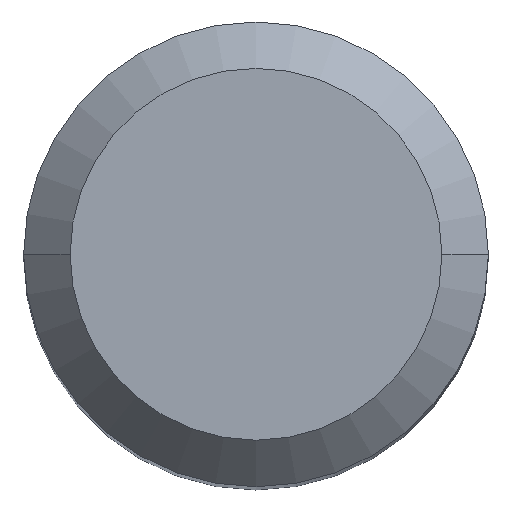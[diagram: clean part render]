
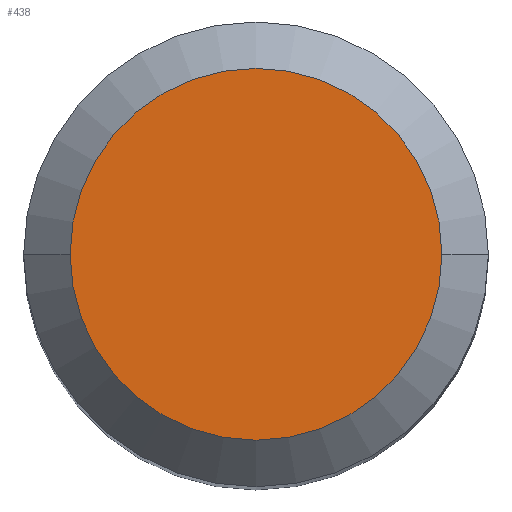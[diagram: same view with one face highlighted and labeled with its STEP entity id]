
A CAD part, top view. The second image highlights one B-rep face of the part: STEP entity #438.
In plain terms, the highlighted planar face has unit normal (0, 0, 1).
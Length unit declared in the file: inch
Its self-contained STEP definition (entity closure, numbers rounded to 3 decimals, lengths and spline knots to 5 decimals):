
#15 = EDGE_CURVE ( 'NONE', #75, #204, #391, .T. ) ;
#33 = DIRECTION ( 'NONE',  ( 0., 0., -1. ) ) ;
#34 = DIRECTION ( 'NONE',  ( 1., 0., 0. ) ) ;
#38 = ORIENTED_EDGE ( 'NONE', *, *, #322, .T. ) ;
#74 = DIRECTION ( 'NONE',  ( 1., 0., 0. ) ) ;
#75 = VERTEX_POINT ( 'NONE', #364 ) ;
#101 = AXIS2_PLACEMENT_3D ( 'NONE', #166, #33, #132 ) ;
#124 = CARTESIAN_POINT ( 'NONE',  ( 0., 0., 0. ) ) ;
#132 = DIRECTION ( 'NONE',  ( -1., 0., 0. ) ) ;
#134 = PLANE ( 'NONE',  #101 ) ;
#145 = AXIS2_PLACEMENT_3D ( 'NONE', #124, #398, #34 ) ;
#166 = CARTESIAN_POINT ( 'NONE',  ( 0., 0., 0. ) ) ;
#169 = FACE_OUTER_BOUND ( 'NONE', #394, .T. ) ;
#204 = VERTEX_POINT ( 'NONE', #260 ) ;
#260 = CARTESIAN_POINT ( 'NONE',  ( -0.22048, 0., 0. ) ) ;
#314 = ORIENTED_EDGE ( 'NONE', *, *, #15, .T. ) ;
#322 = EDGE_CURVE ( 'NONE', #204, #75, #392, .T. ) ;
#364 = CARTESIAN_POINT ( 'NONE',  ( 0.22048, 0., 0. ) ) ;
#391 = CIRCLE ( 'NONE', #145, 0.22048 ) ;
#392 = CIRCLE ( 'NONE', #399, 0.22048 ) ;
#394 = EDGE_LOOP ( 'NONE', ( #38, #314 ) ) ;
#398 = DIRECTION ( 'NONE',  ( 0., 0., 1. ) ) ;
#399 = AXIS2_PLACEMENT_3D ( 'NONE', #501, #431, #74 ) ;
#431 = DIRECTION ( 'NONE',  ( 0., 0., 1. ) ) ;
#438 = ADVANCED_FACE ( 'NONE', ( #169 ), #134, .F. ) ;
#501 = CARTESIAN_POINT ( 'NONE',  ( 0., 0., 0. ) ) ;
